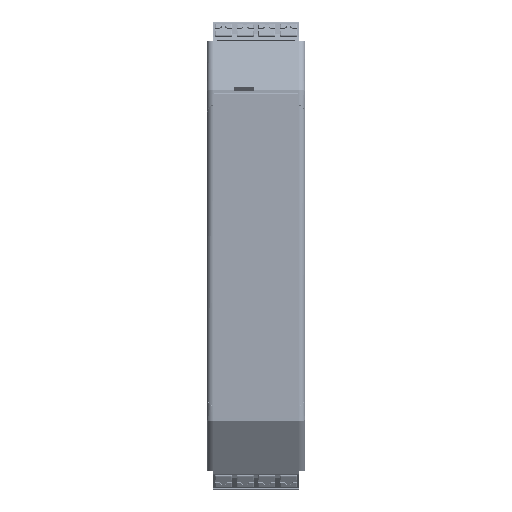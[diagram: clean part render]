
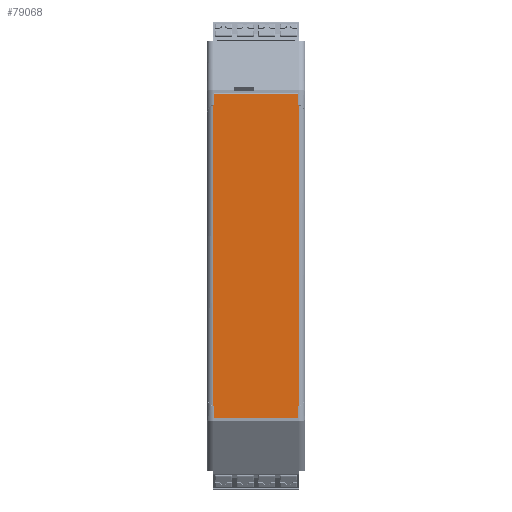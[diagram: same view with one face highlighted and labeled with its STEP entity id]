
A CAD part, top view. The second image highlights one B-rep face of the part: STEP entity #79068.
In plain terms, the highlighted face is planar.
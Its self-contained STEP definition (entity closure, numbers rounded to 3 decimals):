
#4978=VERTEX_POINT('',#111308);
#4979=VERTEX_POINT('',#111310);
#4997=VERTEX_POINT('',#111349);
#5003=VERTEX_POINT('',#111361);
#5010=VERTEX_POINT('',#111388);
#5012=VERTEX_POINT('',#111394);
#5018=VERTEX_POINT('',#111409);
#5019=VERTEX_POINT('',#111410);
#5020=VERTEX_POINT('',#111412);
#5021=VERTEX_POINT('',#111414);
#5022=VERTEX_POINT('',#111416);
#5023=VERTEX_POINT('',#111418);
#13422=VECTOR('',#91338,1.);
#13441=VECTOR('',#91370,1.);
#13452=VECTOR('',#91394,1.);
#13454=VECTOR('',#91400,1.);
#13459=VECTOR('',#91411,1.);
#13460=VECTOR('',#91412,1.);
#13461=VECTOR('',#91413,1.);
#13462=VECTOR('',#91414,1.);
#13463=VECTOR('',#91415,1.);
#13464=VECTOR('',#91416,1.);
#13465=VECTOR('',#91417,1.);
#13466=VECTOR('',#91418,1.);
#23677=LINE('',#111309,#13422);
#23696=LINE('',#111362,#13441);
#23707=LINE('',#111387,#13452);
#23709=LINE('',#111393,#13454);
#23714=LINE('',#111408,#13459);
#23715=LINE('',#111411,#13460);
#23716=LINE('',#111413,#13461);
#23717=LINE('',#111415,#13462);
#23718=LINE('',#111417,#13463);
#23719=LINE('',#111419,#13464);
#23720=LINE('',#111420,#13465);
#23721=LINE('',#111421,#13466);
#34184=EDGE_CURVE('',#4979,#4978,#23677,.T.);
#34209=EDGE_CURVE('',#5003,#4997,#23696,.T.);
#34223=EDGE_CURVE('',#5010,#4997,#23707,.T.);
#34226=EDGE_CURVE('',#5012,#4979,#23709,.T.);
#34233=EDGE_CURVE('',#5018,#5019,#23714,.T.);
#34234=EDGE_CURVE('',#5020,#5019,#23715,.T.);
#34235=EDGE_CURVE('',#5020,#5021,#23716,.T.);
#34236=EDGE_CURVE('',#5022,#5021,#23717,.T.);
#34237=EDGE_CURVE('',#5022,#5023,#23718,.T.);
#34238=EDGE_CURVE('',#5010,#5023,#23719,.T.);
#34239=EDGE_CURVE('',#5003,#5012,#23720,.T.);
#34240=EDGE_CURVE('',#4978,#5018,#23721,.T.);
#48497=ORIENTED_EDGE('',*,*,#34233,.T.);
#48498=ORIENTED_EDGE('',*,*,#34234,.F.);
#48499=ORIENTED_EDGE('',*,*,#34235,.T.);
#48500=ORIENTED_EDGE('',*,*,#34236,.F.);
#48501=ORIENTED_EDGE('',*,*,#34237,.T.);
#48502=ORIENTED_EDGE('',*,*,#34238,.F.);
#48503=ORIENTED_EDGE('',*,*,#34223,.T.);
#48504=ORIENTED_EDGE('',*,*,#34209,.F.);
#48505=ORIENTED_EDGE('',*,*,#34239,.T.);
#48506=ORIENTED_EDGE('',*,*,#34226,.T.);
#48507=ORIENTED_EDGE('',*,*,#34184,.T.);
#48508=ORIENTED_EDGE('',*,*,#34240,.T.);
#69442=EDGE_LOOP('',(#48497,#48498,#48499,#48500,#48501,#48502,#48503,#48504,
#48505,#48506,#48507,#48508));
#74266=FACE_BOUND('',#69442,.T.);
#79068=ADVANCED_FACE('',(#74266),#133003,.T.);
#83589=AXIS2_PLACEMENT_3D('',#111407,#91410,$);
#91338=DIRECTION('',(0.,0.,-1.));
#91370=DIRECTION('',(-1.,0.,0.));
#91394=DIRECTION('',(0.,0.,1.));
#91400=DIRECTION('',(1.,0.,0.));
#91410=DIRECTION('',(0.,1.,0.));
#91411=DIRECTION('',(0.,0.,-1.));
#91412=DIRECTION('',(1.,0.,0.));
#91413=DIRECTION('',(0.,0.,-1.));
#91414=DIRECTION('',(1.,0.,0.));
#91415=DIRECTION('',(0.,0.,1.));
#91416=DIRECTION('',(1.,0.,0.));
#91417=DIRECTION('',(0.,0.,1.));
#91418=DIRECTION('',(1.,0.,0.));
#111308=CARTESIAN_POINT('',(34.6,114.5,7.15));
#111309=CARTESIAN_POINT('',(34.6,114.5,8.8));
#111310=CARTESIAN_POINT('',(34.6,114.5,7.3));
#111349=CARTESIAN_POINT('',(-37.2,114.5,7.15));
#111361=CARTESIAN_POINT('',(-34.6,114.5,7.15));
#111362=CARTESIAN_POINT('',(-32.78,114.5,7.15));
#111387=CARTESIAN_POINT('',(-37.2,114.5,-7.25));
#111388=CARTESIAN_POINT('',(-37.2,114.5,-12.15));
#111393=CARTESIAN_POINT('',(-32.78,114.5,7.3));
#111394=CARTESIAN_POINT('',(-34.6,114.5,7.3));
#111407=CARTESIAN_POINT('',(-37.2,114.5,-10.772));
#111408=CARTESIAN_POINT('',(37.5,114.5,8.8));
#111409=CARTESIAN_POINT('',(37.5,114.5,7.15));
#111410=CARTESIAN_POINT('',(37.5,114.5,-12.15));
#111411=CARTESIAN_POINT('',(-32.78,114.5,-12.15));
#111412=CARTESIAN_POINT('',(34.6,114.5,-12.15));
#111413=CARTESIAN_POINT('',(34.6,114.5,8.8));
#111414=CARTESIAN_POINT('',(34.6,114.5,-12.3));
#111415=CARTESIAN_POINT('',(-32.78,114.5,-12.3));
#111416=CARTESIAN_POINT('',(-34.6,114.5,-12.3));
#111417=CARTESIAN_POINT('',(-34.6,114.5,8.8));
#111418=CARTESIAN_POINT('',(-34.6,114.5,-12.15));
#111419=CARTESIAN_POINT('',(-32.78,114.5,-12.15));
#111420=CARTESIAN_POINT('',(-34.6,114.5,8.8));
#111421=CARTESIAN_POINT('',(-32.78,114.5,7.15));
#133003=PLANE('',#83589);
